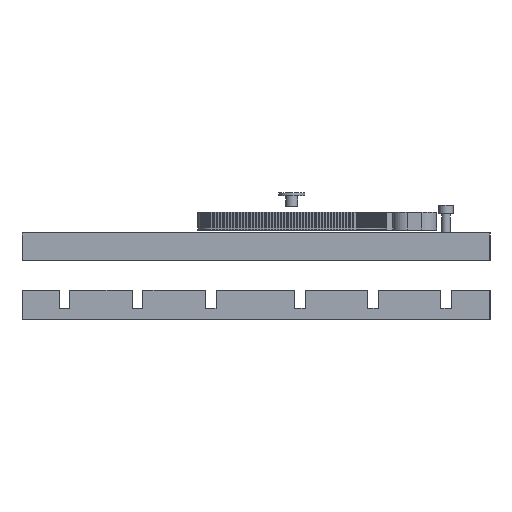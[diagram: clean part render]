
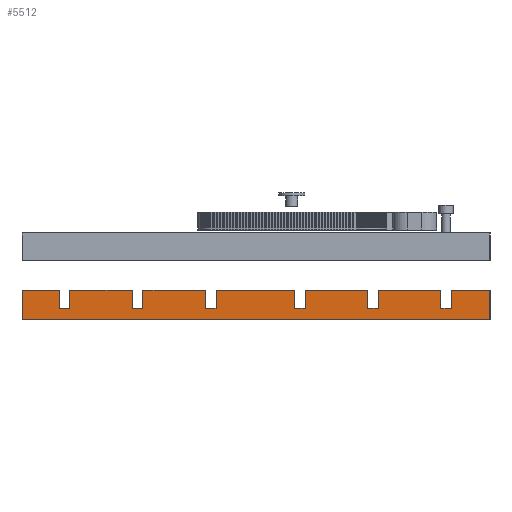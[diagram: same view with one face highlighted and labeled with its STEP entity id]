
A CAD part, left-side view. The second image highlights one B-rep face of the part: STEP entity #5512.
In plain terms, the highlighted planar face has unit normal (-1, 0, 0).
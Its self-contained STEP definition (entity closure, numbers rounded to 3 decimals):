
#4924=CARTESIAN_POINT('',(1.,-19.8,0.));
#4925=VERTEX_POINT('',#4924);
#4940=CARTESIAN_POINT('',(1.,5.5,0.));
#4941=VERTEX_POINT('',#4940);
#4948=CARTESIAN_POINT('',(1.,-19.8,0.));
#4949=DIRECTION('',(-0.,1.,0.));
#4950=VECTOR('',#4949,25.3);
#4951=LINE('',#4948,#4950);
#4952=EDGE_CURVE('',#4925,#4941,#4951,.T.);
#4964=CARTESIAN_POINT('',(1.,-119.8,0.));
#4965=VERTEX_POINT('',#4964);
#4980=CARTESIAN_POINT('',(1.,-77.2,0.));
#4981=VERTEX_POINT('',#4980);
#4988=CARTESIAN_POINT('',(1.,-119.8,0.));
#4989=DIRECTION('',(-0.,1.,0.));
#4990=VECTOR('',#4989,42.6);
#4991=LINE('',#4988,#4990);
#4992=EDGE_CURVE('',#4965,#4981,#4991,.T.);
#5002=CARTESIAN_POINT('',(1.,-127.2,0.));
#5003=VERTEX_POINT('',#5002);
#5012=CARTESIAN_POINT('',(1.,-180.8,0.));
#5013=VERTEX_POINT('',#5012);
#5014=CARTESIAN_POINT('',(1.,-180.8,0.));
#5015=DIRECTION('',(-0.,1.,0.));
#5016=VECTOR('',#5015,53.6);
#5017=LINE('',#5014,#5016);
#5018=EDGE_CURVE('',#5013,#5003,#5017,.T.);
#5042=CARTESIAN_POINT('',(1.,-188.2,0.));
#5043=VERTEX_POINT('',#5042);
#5052=CARTESIAN_POINT('',(1.,-230.8,0.));
#5053=VERTEX_POINT('',#5052);
#5054=CARTESIAN_POINT('',(1.,-230.8,0.));
#5055=DIRECTION('',(-0.,1.,0.));
#5056=VECTOR('',#5055,42.6);
#5057=LINE('',#5054,#5056);
#5058=EDGE_CURVE('',#5053,#5043,#5057,.T.);
#5084=CARTESIAN_POINT('',(1.,-280.8,0.));
#5085=VERTEX_POINT('',#5084);
#5100=CARTESIAN_POINT('',(1.,-238.2,0.));
#5101=VERTEX_POINT('',#5100);
#5108=CARTESIAN_POINT('',(1.,-280.8,0.));
#5109=DIRECTION('',(-0.,1.,0.));
#5110=VECTOR('',#5109,42.6);
#5111=LINE('',#5108,#5110);
#5112=EDGE_CURVE('',#5085,#5101,#5111,.T.);
#5122=CARTESIAN_POINT('',(1.,-27.2,0.));
#5123=VERTEX_POINT('',#5122);
#5132=CARTESIAN_POINT('',(1.,-69.8,0.));
#5133=VERTEX_POINT('',#5132);
#5134=CARTESIAN_POINT('',(1.,-69.8,0.));
#5135=DIRECTION('',(-0.,1.,0.));
#5136=VECTOR('',#5135,42.6);
#5137=LINE('',#5134,#5136);
#5138=EDGE_CURVE('',#5133,#5123,#5137,.T.);
#5335=CARTESIAN_POINT('',(1.,-154.5,0.));
#5336=DIRECTION('',(-1.,-0.,0.));
#5337=DIRECTION('',(0.,-1.,0.));
#5338=AXIS2_PLACEMENT_3D('',#5335,#5336,#5337);
#5339=PLANE('',#5338);
#5340=CARTESIAN_POINT('',(1.,-27.2,-12.5));
#5341=VERTEX_POINT('',#5340);
#5342=CARTESIAN_POINT('',(1.,-19.8,-12.5));
#5343=VERTEX_POINT('',#5342);
#5344=CARTESIAN_POINT('',(1.,-27.2,-12.5));
#5345=DIRECTION('',(-0.,1.,0.));
#5346=VECTOR('',#5345,7.4);
#5347=LINE('',#5344,#5346);
#5348=EDGE_CURVE('',#5341,#5343,#5347,.T.);
#5349=ORIENTED_EDGE('',*,*,#5348,.T.);
#5350=CARTESIAN_POINT('',(1.,-19.8,-12.5));
#5351=DIRECTION('',(0.,0.,1.));
#5352=VECTOR('',#5351,12.5);
#5353=LINE('',#5350,#5352);
#5354=EDGE_CURVE('',#5343,#4925,#5353,.T.);
#5355=ORIENTED_EDGE('',*,*,#5354,.T.);
#5356=ORIENTED_EDGE('',*,*,#4952,.T.);
#5357=CARTESIAN_POINT('',(1.,5.5,-20.));
#5358=VERTEX_POINT('',#5357);
#5359=CARTESIAN_POINT('',(1.,5.5,0.));
#5360=DIRECTION('',(0.,0.,-1.));
#5361=VECTOR('',#5360,20.);
#5362=LINE('',#5359,#5361);
#5363=EDGE_CURVE('',#4941,#5358,#5362,.T.);
#5364=ORIENTED_EDGE('',*,*,#5363,.T.);
#5365=CARTESIAN_POINT('',(1.,-314.5,-20.));
#5366=VERTEX_POINT('',#5365);
#5367=CARTESIAN_POINT('',(1.,-314.5,-20.));
#5368=DIRECTION('',(-0.,1.,0.));
#5369=VECTOR('',#5368,320.);
#5370=LINE('',#5367,#5369);
#5371=EDGE_CURVE('',#5366,#5358,#5370,.T.);
#5372=ORIENTED_EDGE('',*,*,#5371,.F.);
#5373=CARTESIAN_POINT('',(1.,-314.5,0.));
#5374=VERTEX_POINT('',#5373);
#5375=CARTESIAN_POINT('',(1.,-314.5,0.));
#5376=DIRECTION('',(0.,0.,-1.));
#5377=VECTOR('',#5376,20.);
#5378=LINE('',#5375,#5377);
#5379=EDGE_CURVE('',#5374,#5366,#5378,.T.);
#5380=ORIENTED_EDGE('',*,*,#5379,.F.);
#5381=CARTESIAN_POINT('',(1.,-288.2,0.));
#5382=VERTEX_POINT('',#5381);
#5383=CARTESIAN_POINT('',(1.,-314.5,0.));
#5384=DIRECTION('',(-0.,1.,0.));
#5385=VECTOR('',#5384,26.3);
#5386=LINE('',#5383,#5385);
#5387=EDGE_CURVE('',#5374,#5382,#5386,.T.);
#5388=ORIENTED_EDGE('',*,*,#5387,.T.);
#5389=CARTESIAN_POINT('',(1.,-288.2,-12.5));
#5390=VERTEX_POINT('',#5389);
#5391=CARTESIAN_POINT('',(1.,-288.2,-12.5));
#5392=DIRECTION('',(0.,0.,1.));
#5393=VECTOR('',#5392,12.5);
#5394=LINE('',#5391,#5393);
#5395=EDGE_CURVE('',#5390,#5382,#5394,.T.);
#5396=ORIENTED_EDGE('',*,*,#5395,.F.);
#5397=CARTESIAN_POINT('',(1.,-280.8,-12.5));
#5398=VERTEX_POINT('',#5397);
#5399=CARTESIAN_POINT('',(1.,-288.2,-12.5));
#5400=DIRECTION('',(-0.,1.,0.));
#5401=VECTOR('',#5400,7.4);
#5402=LINE('',#5399,#5401);
#5403=EDGE_CURVE('',#5390,#5398,#5402,.T.);
#5404=ORIENTED_EDGE('',*,*,#5403,.T.);
#5405=CARTESIAN_POINT('',(1.,-280.8,-12.5));
#5406=DIRECTION('',(0.,0.,1.));
#5407=VECTOR('',#5406,12.5);
#5408=LINE('',#5405,#5407);
#5409=EDGE_CURVE('',#5398,#5085,#5408,.T.);
#5410=ORIENTED_EDGE('',*,*,#5409,.T.);
#5411=ORIENTED_EDGE('',*,*,#5112,.T.);
#5412=CARTESIAN_POINT('',(1.,-238.2,-12.5));
#5413=VERTEX_POINT('',#5412);
#5414=CARTESIAN_POINT('',(1.,-238.2,-12.5));
#5415=DIRECTION('',(0.,0.,1.));
#5416=VECTOR('',#5415,12.5);
#5417=LINE('',#5414,#5416);
#5418=EDGE_CURVE('',#5413,#5101,#5417,.T.);
#5419=ORIENTED_EDGE('',*,*,#5418,.F.);
#5420=CARTESIAN_POINT('',(1.,-230.8,-12.5));
#5421=VERTEX_POINT('',#5420);
#5422=CARTESIAN_POINT('',(1.,-238.2,-12.5));
#5423=DIRECTION('',(-0.,1.,0.));
#5424=VECTOR('',#5423,7.4);
#5425=LINE('',#5422,#5424);
#5426=EDGE_CURVE('',#5413,#5421,#5425,.T.);
#5427=ORIENTED_EDGE('',*,*,#5426,.T.);
#5428=CARTESIAN_POINT('',(1.,-230.8,-12.5));
#5429=DIRECTION('',(0.,0.,1.));
#5430=VECTOR('',#5429,12.5);
#5431=LINE('',#5428,#5430);
#5432=EDGE_CURVE('',#5421,#5053,#5431,.T.);
#5433=ORIENTED_EDGE('',*,*,#5432,.T.);
#5434=ORIENTED_EDGE('',*,*,#5058,.T.);
#5435=CARTESIAN_POINT('',(1.,-188.2,-12.5));
#5436=VERTEX_POINT('',#5435);
#5437=CARTESIAN_POINT('',(1.,-188.2,-12.5));
#5438=DIRECTION('',(0.,0.,1.));
#5439=VECTOR('',#5438,12.5);
#5440=LINE('',#5437,#5439);
#5441=EDGE_CURVE('',#5436,#5043,#5440,.T.);
#5442=ORIENTED_EDGE('',*,*,#5441,.F.);
#5443=CARTESIAN_POINT('',(1.,-180.8,-12.5));
#5444=VERTEX_POINT('',#5443);
#5445=CARTESIAN_POINT('',(1.,-188.2,-12.5));
#5446=DIRECTION('',(-0.,1.,0.));
#5447=VECTOR('',#5446,7.4);
#5448=LINE('',#5445,#5447);
#5449=EDGE_CURVE('',#5436,#5444,#5448,.T.);
#5450=ORIENTED_EDGE('',*,*,#5449,.T.);
#5451=CARTESIAN_POINT('',(1.,-180.8,-12.5));
#5452=DIRECTION('',(0.,0.,1.));
#5453=VECTOR('',#5452,12.5);
#5454=LINE('',#5451,#5453);
#5455=EDGE_CURVE('',#5444,#5013,#5454,.T.);
#5456=ORIENTED_EDGE('',*,*,#5455,.T.);
#5457=ORIENTED_EDGE('',*,*,#5018,.T.);
#5458=CARTESIAN_POINT('',(1.,-127.2,-12.5));
#5459=VERTEX_POINT('',#5458);
#5460=CARTESIAN_POINT('',(1.,-127.2,-12.5));
#5461=DIRECTION('',(0.,0.,1.));
#5462=VECTOR('',#5461,12.5);
#5463=LINE('',#5460,#5462);
#5464=EDGE_CURVE('',#5459,#5003,#5463,.T.);
#5465=ORIENTED_EDGE('',*,*,#5464,.F.);
#5466=CARTESIAN_POINT('',(1.,-119.8,-12.5));
#5467=VERTEX_POINT('',#5466);
#5468=CARTESIAN_POINT('',(1.,-127.2,-12.5));
#5469=DIRECTION('',(-0.,1.,0.));
#5470=VECTOR('',#5469,7.4);
#5471=LINE('',#5468,#5470);
#5472=EDGE_CURVE('',#5459,#5467,#5471,.T.);
#5473=ORIENTED_EDGE('',*,*,#5472,.T.);
#5474=CARTESIAN_POINT('',(1.,-119.8,-12.5));
#5475=DIRECTION('',(0.,0.,1.));
#5476=VECTOR('',#5475,12.5);
#5477=LINE('',#5474,#5476);
#5478=EDGE_CURVE('',#5467,#4965,#5477,.T.);
#5479=ORIENTED_EDGE('',*,*,#5478,.T.);
#5480=ORIENTED_EDGE('',*,*,#4992,.T.);
#5481=CARTESIAN_POINT('',(1.,-77.2,-12.5));
#5482=VERTEX_POINT('',#5481);
#5483=CARTESIAN_POINT('',(1.,-77.2,-12.5));
#5484=DIRECTION('',(0.,0.,1.));
#5485=VECTOR('',#5484,12.5);
#5486=LINE('',#5483,#5485);
#5487=EDGE_CURVE('',#5482,#4981,#5486,.T.);
#5488=ORIENTED_EDGE('',*,*,#5487,.F.);
#5489=CARTESIAN_POINT('',(1.,-69.8,-12.5));
#5490=VERTEX_POINT('',#5489);
#5491=CARTESIAN_POINT('',(1.,-77.2,-12.5));
#5492=DIRECTION('',(-0.,1.,0.));
#5493=VECTOR('',#5492,7.4);
#5494=LINE('',#5491,#5493);
#5495=EDGE_CURVE('',#5482,#5490,#5494,.T.);
#5496=ORIENTED_EDGE('',*,*,#5495,.T.);
#5497=CARTESIAN_POINT('',(1.,-69.8,-12.5));
#5498=DIRECTION('',(0.,0.,1.));
#5499=VECTOR('',#5498,12.5);
#5500=LINE('',#5497,#5499);
#5501=EDGE_CURVE('',#5490,#5133,#5500,.T.);
#5502=ORIENTED_EDGE('',*,*,#5501,.T.);
#5503=ORIENTED_EDGE('',*,*,#5138,.T.);
#5504=CARTESIAN_POINT('',(1.,-27.2,-12.5));
#5505=DIRECTION('',(0.,0.,1.));
#5506=VECTOR('',#5505,12.5);
#5507=LINE('',#5504,#5506);
#5508=EDGE_CURVE('',#5341,#5123,#5507,.T.);
#5509=ORIENTED_EDGE('',*,*,#5508,.F.);
#5510=EDGE_LOOP('',(#5349,#5355,#5356,#5364,#5372,#5380,#5388,#5396,#5404,#5410,#5411,#5419,#5427,#5433,#5434,#5442,#5450,#5456,#5457,#5465,#5473,#5479,#5480,#5488,#5496,#5502,
#5503,#5509));
#5511=FACE_BOUND('',#5510,.T.);
#5512=ADVANCED_FACE('',(#5511),#5339,.T.);
